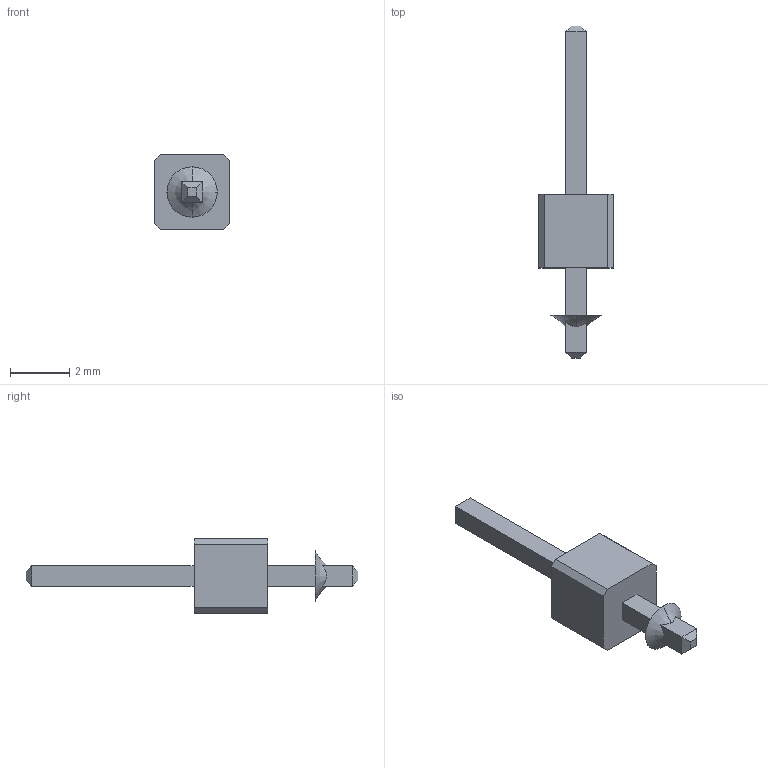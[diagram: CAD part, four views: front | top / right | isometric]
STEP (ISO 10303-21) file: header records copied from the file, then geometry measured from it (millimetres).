
FILE_DESCRIPTION (( 'STEP AP203' ), '1' );
FILE_NAME ('Pin (1).step_Default_sldprt.STEP', '2024-05-06T01:20:49', ( '' ), ( '' ), 'SwSTEP 2.0', 'SolidWorks 2021', '' );
FILE_SCHEMA (( 'CONFIG_CONTROL_DESIGN' ));
Length unit declared in the file: millimetre
Products named in the file (1): Pin (1).step_Default_sldprt
Bounding box: 2.54 x 11.25 x 2.54 mm (x, y, z)
Volume: 20.4 mm3; surface area: 79.6 mm2
Topology: 3 solids, 3 shells, 36 faces, 88 edges, 56 vertices
Faces by surface type: plane 32, bspline 2, cone 2
Entity records: 1159 total; most frequent: CARTESIAN_POINT 271, ORIENTED_EDGE 176, DIRECTION 148, EDGE_CURVE 88, VECTOR 70, LINE 70, VERTEX_POINT 56, AXIS2_PLACEMENT_3D 39
